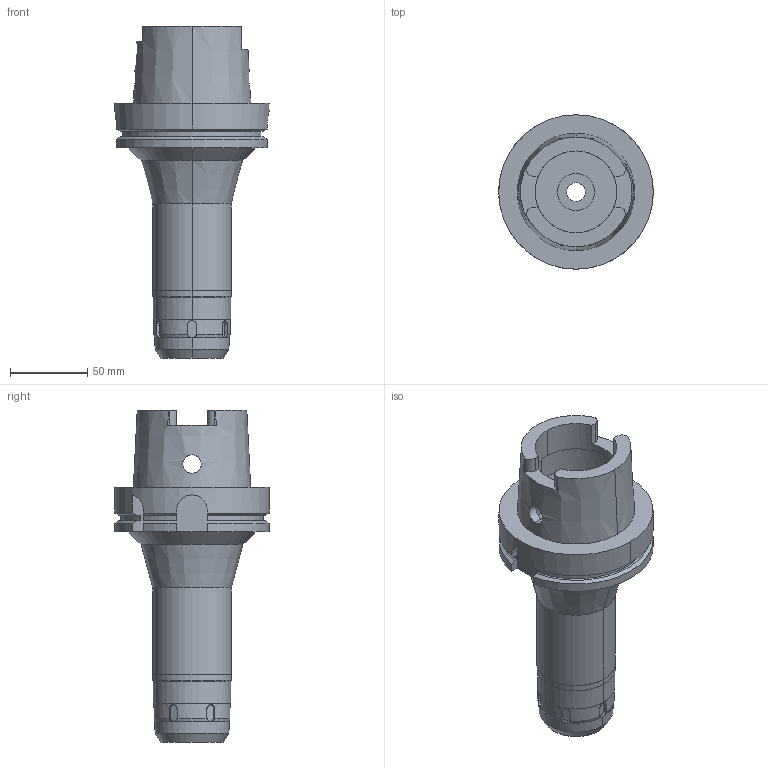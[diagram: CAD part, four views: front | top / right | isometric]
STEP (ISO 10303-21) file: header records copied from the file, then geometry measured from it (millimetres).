
FILE_DESCRIPTION((''),'2;1');
FILE_NAME('HSK-A100-HMC20S-165','2017-12-26T',('ykawabe'),(''),'CREO PARAMETRIC BY PTC INC, 2016380','CREO PARAMETRIC BY PTC INC, 2016380','');
FILE_SCHEMA(('AUTOMOTIVE_DESIGN { 1 0 10303 214 1 1 1 1 }'));
Length unit declared in the file: millimetre
Products named in the file (1): HSK-A100-HMC20S-165
Bounding box: 100 x 100 x 215 mm (x, y, z)
Volume: 525408.9 mm3; surface area: 77849.3 mm2
Topology: 1 solids, 1 shells, 142 faces, 394 edges, 259 vertices
Faces by surface type: cylinder 58, plane 54, cone 28, torus 2
Entity records: 6304 total; most frequent: CARTESIAN_POINT 1260, ORIENTED_EDGE 788, DIRECTION 759, PRESENTATION_STYLE_ASSIGNMENT 399, STYLED_ITEM 399, CURVE_STYLE 398, EDGE_CURVE 394, AXIS2_PLACEMENT_3D 294
